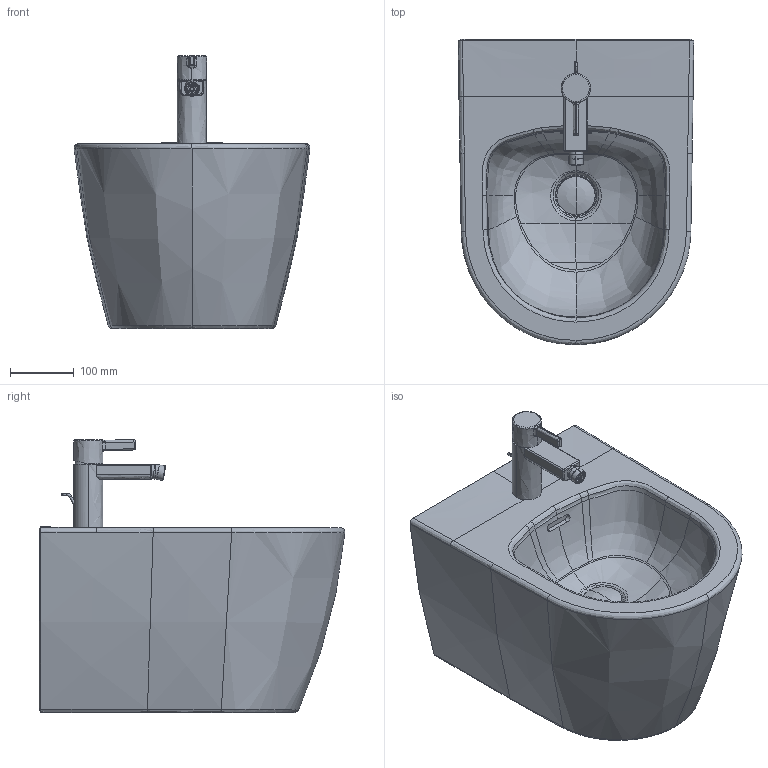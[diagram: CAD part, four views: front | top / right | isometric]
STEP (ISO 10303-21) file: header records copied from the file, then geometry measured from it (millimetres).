
FILE_DESCRIPTION(/* description */ (''),/* implementation_level */ '2;1');
FILE_NAME(/* name */ '229815',/* time_stamp */ '2021-10-12T13:55:57+02:00',/* author */ (''),/* organization */ (''),/* preprocessor_version */ 'ST-DEVELOPER v15',/* originating_system */ '',/* authorisation */ '');
FILE_SCHEMA (('AUTOMOTIVE_DESIGN'));
Length unit declared in the file: millimetre
Products named in the file (1): Document
Bounding box: 370.19 x 480.01 x 428.49 mm (x, y, z)
Volume: 239092.4 mm3; surface area: 1005842.9 mm2
Topology: 6 solids, 14 shells, 573 faces, 1476 edges, 883 vertices
Faces by surface type: bspline 478, plane 95
Entity records: 77797 total; most frequent: CARTESIAN_POINT 69289, ORIENTED_EDGE 2858, EDGE_CURVE 1452, B_SPLINE_CURVE_WITH_KNOTS 960, VERTEX_POINT 883, EDGE_LOOP 600, ADVANCED_FACE 564, FACE_OUTER_BOUND 564
